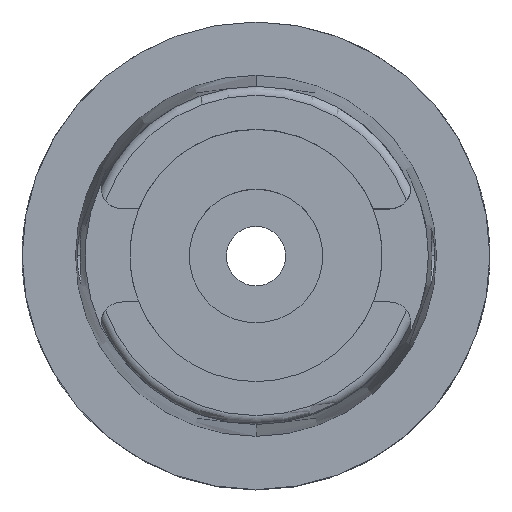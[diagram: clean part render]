
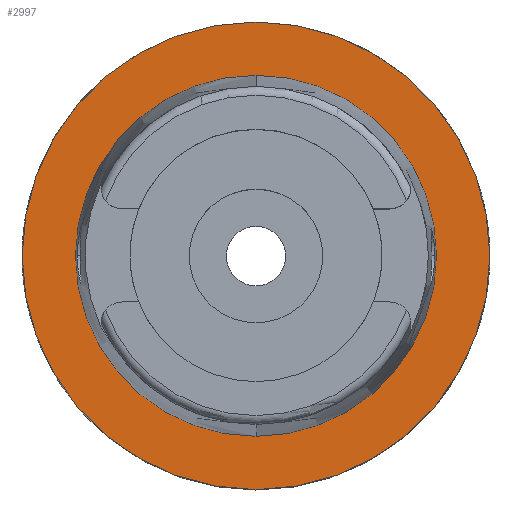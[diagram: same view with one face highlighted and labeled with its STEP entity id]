
A CAD part, top view. The second image highlights one B-rep face of the part: STEP entity #2997.
In plain terms, the highlighted planar face has unit normal (0, 0, 1).
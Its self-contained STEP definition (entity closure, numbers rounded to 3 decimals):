
#618=CARTESIAN_POINT('',(0.,0.,0.));
#619=DIRECTION('',(0.,0.,-1.));
#620=DIRECTION('',(0.,-1.,0.));
#621=AXIS2_PLACEMENT_3D('',#618,#619,#620);
#626=CARTESIAN_POINT('',(0.,0.,0.));
#627=DIRECTION('',(0.,0.,-1.));
#628=DIRECTION('',(0.,1.,0.));
#629=AXIS2_PLACEMENT_3D('',#626,#627,#628);
#634=CARTESIAN_POINT('',(0.,0.,0.));
#635=DIRECTION('',(0.,0.,1.));
#636=DIRECTION('',(0.,-1.,0.));
#637=AXIS2_PLACEMENT_3D('',#634,#635,#636);
#642=CARTESIAN_POINT('',(0.,0.,0.));
#643=DIRECTION('',(0.,0.,1.));
#644=DIRECTION('',(0.,1.,0.));
#645=AXIS2_PLACEMENT_3D('',#642,#643,#644);
#2341=CARTESIAN_POINT('',(0.,-24.315,0.));
#2342=VERTEX_POINT('',#2341);
#2343=CARTESIAN_POINT('',(0.,24.315,0.));
#2344=VERTEX_POINT('',#2343);
#2611=CARTESIAN_POINT('',(0.,31.5,0.));
#2612=VERTEX_POINT('',#2611);
#2613=CARTESIAN_POINT('',(0.,-31.5,0.));
#2614=VERTEX_POINT('',#2613);
#2982=CARTESIAN_POINT('',(0.,0.,0.));
#2983=DIRECTION('',(0.,0.,1.));
#2984=DIRECTION('',(0.,1.,0.));
#2985=AXIS2_PLACEMENT_3D('',#2982,#2983,#2984);
#2986=PLANE('',#2985);
#2988=ORIENTED_EDGE('',*,*,#2987,.T.);
#2990=ORIENTED_EDGE('',*,*,#2989,.T.);
#2991=EDGE_LOOP('',(#2988,#2990));
#2992=FACE_OUTER_BOUND('',#2991,.F.);
#2993=ORIENTED_EDGE('',*,*,#2940,.T.);
#2994=ORIENTED_EDGE('',*,*,#2733,.T.);
#2995=EDGE_LOOP('',(#2993,#2994));
#2996=FACE_BOUND('',#2995,.F.);
#622=CIRCLE('',#621,31.5);
#630=CIRCLE('',#629,31.5);
#638=CIRCLE('',#637,24.315);
#646=CIRCLE('',#645,24.315);
#2733=EDGE_CURVE('',#2344,#2342,#646,.T.);
#2940=EDGE_CURVE('',#2342,#2344,#638,.T.);
#2987=EDGE_CURVE('',#2614,#2612,#622,.T.);
#2989=EDGE_CURVE('',#2612,#2614,#630,.T.);
#2997=ADVANCED_FACE('',(#2992,#2996),#2986,.T.);
